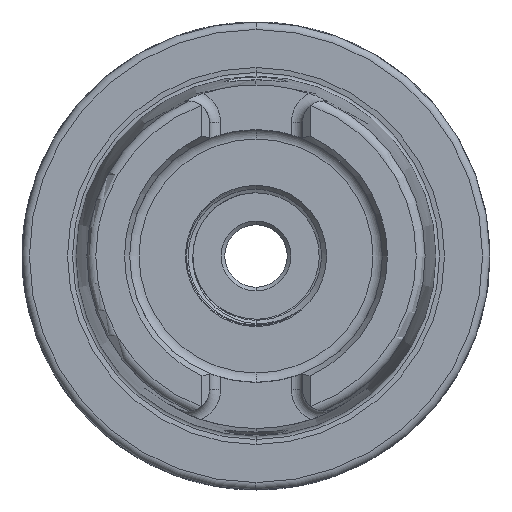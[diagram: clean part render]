
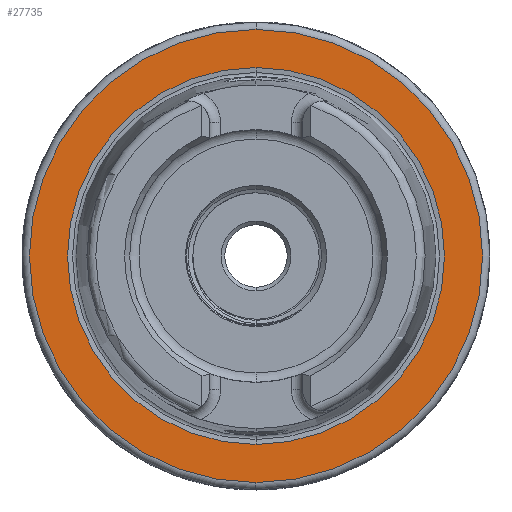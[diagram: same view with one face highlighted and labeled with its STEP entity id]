
A CAD part, left-side view. The second image highlights one B-rep face of the part: STEP entity #27735.
In plain terms, the highlighted planar face has unit normal (-1, 0, 0).
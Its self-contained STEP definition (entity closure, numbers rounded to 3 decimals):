
#5615 = CIRCLE ( 'NONE', #21858, 25.369 ) ;
#5623 = CIRCLE ( 'NONE', #21854, 30.5 ) ;
#5831 = FACE_OUTER_BOUND ( 'NONE', #23349, .T. ) ;
#5867 = FACE_BOUND ( 'NONE', #23343, .T. ) ;
#10776 = CARTESIAN_POINT ( 'NONE',  ( 0., 25.369, 0. ) ) ;
#10779 = DIRECTION ( 'NONE',  ( 0., 0., 1. ) ) ;
#10801 = PLANE ( 'NONE',  #21946 ) ;
#10805 = DIRECTION ( 'NONE',  ( -1., 0., 0. ) ) ;
#14191 = DIRECTION ( 'NONE',  ( -1., 0., 0. ) ) ;
#14209 = CARTESIAN_POINT ( 'NONE',  ( 0., 0., 0. ) ) ;
#14211 = DIRECTION ( 'NONE',  ( 0., 0., 1. ) ) ;
#14717 = DIRECTION ( 'NONE',  ( 1., 0., 0. ) ) ;
#14721 = CARTESIAN_POINT ( 'NONE',  ( 0., 0., 0. ) ) ;
#14734 = DIRECTION ( 'NONE',  ( 0., 0., -1. ) ) ;
#16460 = CARTESIAN_POINT ( 'NONE',  ( 0., 0., 0. ) ) ;
#16463 = DIRECTION ( 'NONE',  ( -1., 0., 0. ) ) ;
#16466 = DIRECTION ( 'NONE',  ( 1., 0., 0. ) ) ;
#16468 = DIRECTION ( 'NONE',  ( 0., 0., -1. ) ) ;
#16481 = DIRECTION ( 'NONE',  ( 0., 0., 1. ) ) ;
#16485 = CARTESIAN_POINT ( 'NONE',  ( 0., 0., 0. ) ) ;
#16783 = VERTEX_POINT ( 'NONE', #19242 ) ;
#16803 = VERTEX_POINT ( 'NONE', #19260 ) ;
#18148 = EDGE_CURVE ( 'NONE', #23382, #16803, #22325, .T. ) ;
#18183 = EDGE_CURVE ( 'NONE', #23376, #16783, #22402, .T. ) ;
#19242 = CARTESIAN_POINT ( 'NONE',  ( 0., 0., 30.5 ) ) ;
#19260 = CARTESIAN_POINT ( 'NONE',  ( 0., 0., 25.369 ) ) ;
#21854 = AXIS2_PLACEMENT_3D ( 'NONE', #16460, #16463, #16481 ) ;
#21858 = AXIS2_PLACEMENT_3D ( 'NONE', #16485, #16466, #16468 ) ;
#21946 = AXIS2_PLACEMENT_3D ( 'NONE', #10776, #10805, #10779 ) ;
#22325 = CIRCLE ( 'NONE', #23164, 25.369 ) ;
#22402 = CIRCLE ( 'NONE', #23186, 30.5 ) ;
#22679 = ORIENTED_EDGE ( 'NONE', *, *, #23068, .T. ) ;
#22688 = ORIENTED_EDGE ( 'NONE', *, *, #18148, .T. ) ;
#22711 = ORIENTED_EDGE ( 'NONE', *, *, #18183, .T. ) ;
#22736 = ORIENTED_EDGE ( 'NONE', *, *, #23066, .T. ) ;
#23066 = EDGE_CURVE ( 'NONE', #16783, #23376, #5623, .T. ) ;
#23068 = EDGE_CURVE ( 'NONE', #16803, #23382, #5615, .T. ) ;
#23164 = AXIS2_PLACEMENT_3D ( 'NONE', #14721, #14717, #14734 ) ;
#23186 = AXIS2_PLACEMENT_3D ( 'NONE', #14209, #14191, #14211 ) ;
#23343 = EDGE_LOOP ( 'NONE', ( #22679, #22688 ) ) ;
#23349 = EDGE_LOOP ( 'NONE', ( #22736, #22711 ) ) ;
#23376 = VERTEX_POINT ( 'NONE', #26963 ) ;
#23382 = VERTEX_POINT ( 'NONE', #26967 ) ;
#26963 = CARTESIAN_POINT ( 'NONE',  ( 0., 0., -30.5 ) ) ;
#26967 = CARTESIAN_POINT ( 'NONE',  ( 0., 0., -25.369 ) ) ;
#27735 = ADVANCED_FACE ( 'NONE', ( #5831, #5867 ), #10801, .T. ) ;
